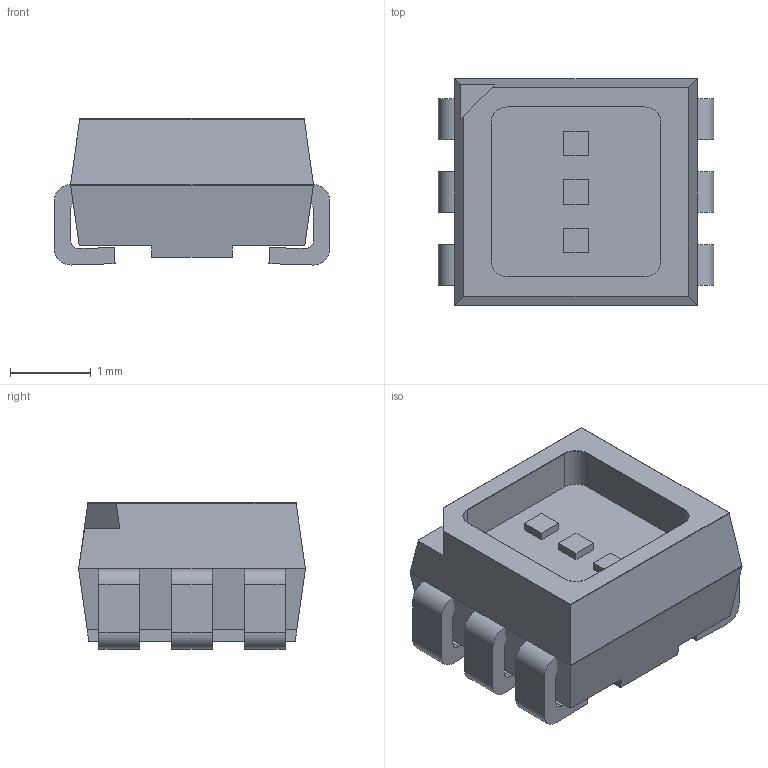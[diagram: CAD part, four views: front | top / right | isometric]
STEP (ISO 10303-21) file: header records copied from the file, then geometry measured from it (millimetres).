
FILE_DESCRIPTION (( 'STEP AP214' ), '1' );
FILE_NAME ('ASMT-YTB2-0BB02.STEP', '2024-02-27T17:25:13', ( '' ), ( '' ), 'SwSTEP 2.0', 'SolidWorks 2016', '' );
FILE_SCHEMA (( 'AUTOMOTIVE_DESIGN' ));
Length unit declared in the file: millimetre
Products named in the file (6): Open CASCADE STEP translator 6.8 1; Open CASCADE STEP translator 6.8 2_3; Open CASCADE STEP translator 6.8 2_2; Open CASCADE STEP translator 6.8 2; Open CASCADE STEP translator 6.8 3; ASMT-YTB2-0BB02
Assembly tree (5 placements, depth 2):
  ASMT-YTB2-0BB02
    Open CASCADE STEP translator 6.8 3
    Open CASCADE STEP translator 6.8 2
    Open CASCADE STEP translator 6.8 2_2
    Open CASCADE STEP translator 6.8 2_3
    Open CASCADE STEP translator 6.8 1
Bounding box: 3.4 x 2.8 x 1.8 mm (x, y, z)
Volume: 12.1 mm3; surface area: 68 mm2
Topology: 5 solids, 5 shells, 130 faces, 344 edges, 228 vertices
Faces by surface type: plane 92, cylinder 38
Entity records: 4269 total; most frequent: CARTESIAN_POINT 710, DIRECTION 696, ORIENTED_EDGE 688, EDGE_CURVE 344, VECTOR 268, LINE 268, VERTEX_POINT 228, AXIS2_PLACEMENT_3D 214
